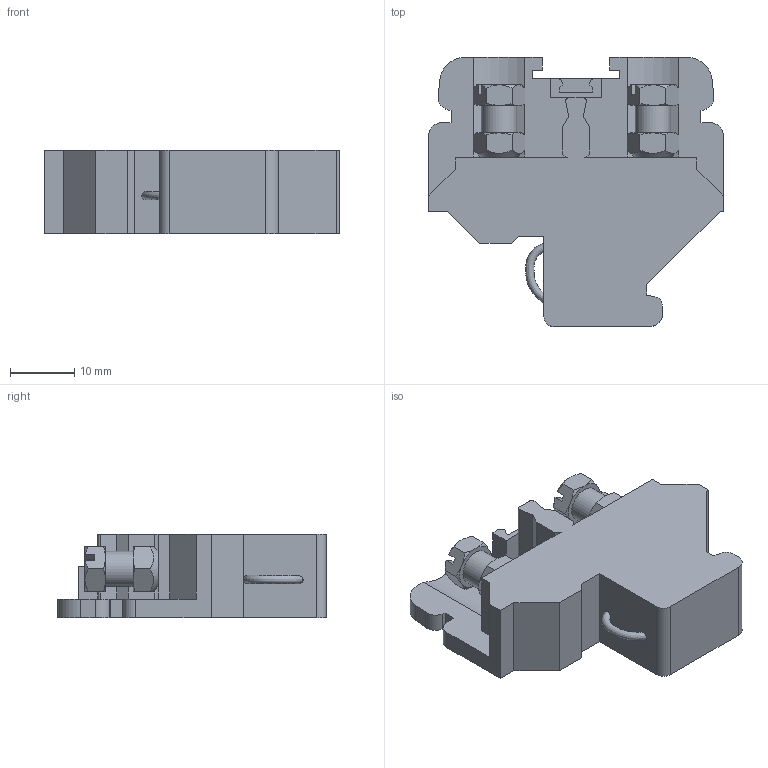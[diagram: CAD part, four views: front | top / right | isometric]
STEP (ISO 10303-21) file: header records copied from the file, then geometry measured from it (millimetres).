
FILE_DESCRIPTION(/* description */ ('Unknown'),/* implementation_level */ '2;1');
FILE_NAME(/* name */ 'CABTM4_KH_3D',/* time_stamp */ '2019-11-12T09:57:49+05:00',/* author */ ('Unknown'),/* organization */ ('Unknown'),/* preprocessor_version */ 'ST-DEVELOPER v16.7',/* originating_system */ 'DEX',/* authorisation */ $);
FILE_SCHEMA (('AUTOMOTIVE_DESIGN {1 0 10303 214 3 1 1}'));
Length unit declared in the file: millimetre
Products named in the file (1): CABTM4
Bounding box: 46 x 42 x 13 mm (x, y, z)
Volume: 12887.5 mm3; surface area: 5866.4 mm2
Topology: 1 solids, 3 shells, 181 faces, 496 edges, 329 vertices
Faces by surface type: plane 111, cone 40, cylinder 29, bspline 1
Full cylindrical faces by diameter (mm): 3.459 x2, 4 x2, 4.3 x2, 5.5 x2
Entity records: 7248 total; most frequent: CARTESIAN_POINT 1537, ORIENTED_EDGE 952, DIRECTION 844, EDGE_CURVE 476, VERTEX_POINT 322, LINE 282, VECTOR 282, AXIS2_PLACEMENT_3D 281
